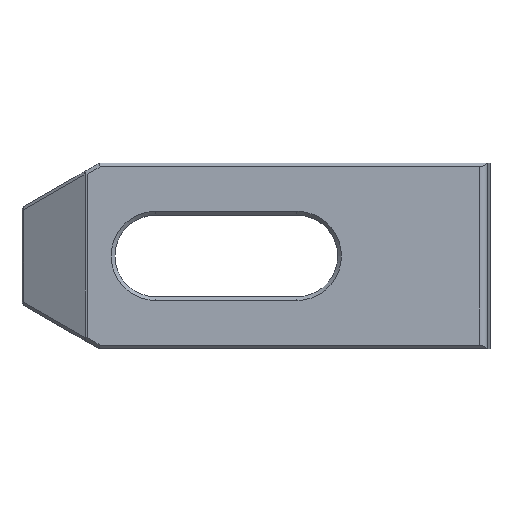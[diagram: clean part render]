
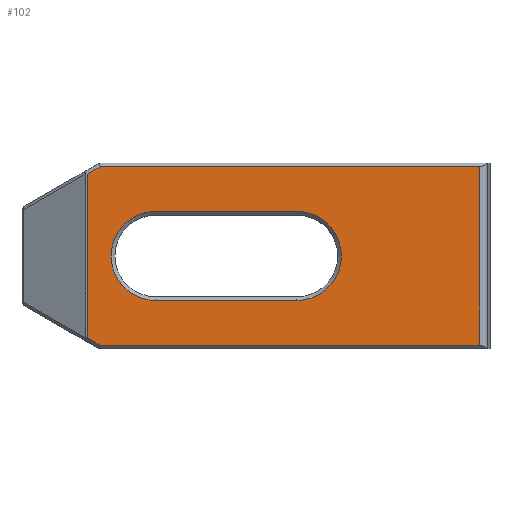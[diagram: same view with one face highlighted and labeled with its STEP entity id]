
A CAD part, top view. The second image highlights one B-rep face of the part: STEP entity #102.
In plain terms, the highlighted planar face has unit normal (0, 0, 1).
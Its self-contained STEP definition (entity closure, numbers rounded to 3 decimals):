
#102 = ADVANCED_FACE( '', ( #187, #188 ), #189, .T. );
#187 = FACE_BOUND( '', #301, .T. );
#188 = FACE_OUTER_BOUND( '', #302, .T. );
#189 = PLANE( '', #303 );
#301 = EDGE_LOOP( '', ( #591, #592, #593, #594 ) );
#302 = EDGE_LOOP( '', ( #595, #596, #597, #598, #599, #600 ) );
#303 = AXIS2_PLACEMENT_3D( '', #601, #602, #603 );
#591 = ORIENTED_EDGE( '', *, *, #930, .T. );
#592 = ORIENTED_EDGE( '', *, *, #913, .T. );
#593 = ORIENTED_EDGE( '', *, *, #910, .T. );
#594 = ORIENTED_EDGE( '', *, *, #931, .T. );
#595 = ORIENTED_EDGE( '', *, *, #924, .T. );
#596 = ORIENTED_EDGE( '', *, *, #932, .T. );
#597 = ORIENTED_EDGE( '', *, *, #933, .T. );
#598 = ORIENTED_EDGE( '', *, *, #934, .T. );
#599 = ORIENTED_EDGE( '', *, *, #926, .T. );
#600 = ORIENTED_EDGE( '', *, *, #855, .T. );
#601 = CARTESIAN_POINT( '', ( -9.34, -12.5, 13. ) );
#602 = DIRECTION( '', ( 0., 0., 1. ) );
#603 = DIRECTION( '', ( 1., 0., 0. ) );
#855 = EDGE_CURVE( '', #1029, #1027, #1030, .T. );
#910 = EDGE_CURVE( '', #1124, #1122, #1125, .T. );
#913 = EDGE_CURVE( '', #1127, #1124, #1129, .F. );
#924 = EDGE_CURVE( '', #1027, #1139, #1141, .T. );
#926 = EDGE_CURVE( '', #1144, #1029, #1145, .T. );
#930 = EDGE_CURVE( '', #1151, #1127, #1152, .T. );
#931 = EDGE_CURVE( '', #1122, #1151, #1153, .F. );
#932 = EDGE_CURVE( '', #1139, #1154, #1155, .T. );
#933 = EDGE_CURVE( '', #1154, #1156, #1157, .T. );
#934 = EDGE_CURVE( '', #1156, #1144, #1158, .T. );
#1027 = VERTEX_POINT( '', #1298 );
#1029 = VERTEX_POINT( '', #1300 );
#1030 = LINE( '', #1301, #1302 );
#1122 = VERTEX_POINT( '', #1442 );
#1124 = VERTEX_POINT( '', #1445 );
#1125 = LINE( '', #1446, #1447 );
#1127 = VERTEX_POINT( '', #1450 );
#1129 = CIRCLE( '', #1453, 6. );
#1139 = VERTEX_POINT( '', #1472 );
#1141 = LINE( '', #1474, #1475 );
#1144 = VERTEX_POINT( '', #1479 );
#1145 = LINE( '', #1480, #1481 );
#1151 = VERTEX_POINT( '', #1490 );
#1152 = LINE( '', #1491, #1492 );
#1153 = CIRCLE( '', #1493, 6. );
#1154 = VERTEX_POINT( '', #1494 );
#1155 = LINE( '', #1495, #1496 );
#1156 = VERTEX_POINT( '', #1497 );
#1157 = LINE( '', #1498, #1499 );
#1158 = LINE( '', #1500, #1501 );
#1298 = CARTESIAN_POINT( '', ( 43.632, -12., 13. ) );
#1300 = CARTESIAN_POINT( '', ( -7.474, -12., 13. ) );
#1301 = CARTESIAN_POINT( '', ( 43.632, -12., 13. ) );
#1302 = VECTOR( '', #1663, 1000. );
#1442 = CARTESIAN_POINT( '', ( 0., -6., 13. ) );
#1445 = CARTESIAN_POINT( '', ( 19., -6., 13. ) );
#1446 = CARTESIAN_POINT( '', ( 0., -6., 13. ) );
#1447 = VECTOR( '', #1728, 1000. );
#1450 = CARTESIAN_POINT( '', ( 19., 6., 13. ) );
#1453 = AXIS2_PLACEMENT_3D( '', #1731, #1732, #1733 );
#1472 = CARTESIAN_POINT( '', ( 43.632, 12., 13. ) );
#1474 = CARTESIAN_POINT( '', ( 43.632, -12.5, 13. ) );
#1475 = VECTOR( '', #1746, 1000. );
#1479 = CARTESIAN_POINT( '', ( -9.206, -11., 13. ) );
#1480 = CARTESIAN_POINT( '', ( -8.657, -11.317, 13. ) );
#1481 = VECTOR( '', #1748, 1000. );
#1490 = CARTESIAN_POINT( '', ( 0., 6., 13. ) );
#1491 = CARTESIAN_POINT( '', ( 19., 6., 13. ) );
#1492 = VECTOR( '', #1752, 1000. );
#1493 = AXIS2_PLACEMENT_3D( '', #1753, #1754, #1755 );
#1494 = CARTESIAN_POINT( '', ( -7.474, 12., 13. ) );
#1495 = CARTESIAN_POINT( '', ( -9.34, 12., 13. ) );
#1496 = VECTOR( '', #1756, 1000. );
#1497 = CARTESIAN_POINT( '', ( -9.206, 11., 13. ) );
#1498 = CARTESIAN_POINT( '', ( -19.482, 5.067, 13. ) );
#1499 = VECTOR( '', #1757, 1000. );
#1500 = CARTESIAN_POINT( '', ( -9.206, -12.5, 13. ) );
#1501 = VECTOR( '', #1758, 1000. );
#1663 = DIRECTION( '', ( 1., 0., 0. ) );
#1728 = DIRECTION( '', ( -1., 0., 0. ) );
#1731 = CARTESIAN_POINT( '', ( 19., 0., 13. ) );
#1732 = DIRECTION( '', ( 0., 0., 1. ) );
#1733 = DIRECTION( '', ( 1., 0., 0. ) );
#1746 = DIRECTION( '', ( 0., 1., 0. ) );
#1748 = DIRECTION( '', ( 0.866, -0.5, 0. ) );
#1752 = DIRECTION( '', ( 1., 0., 0. ) );
#1753 = CARTESIAN_POINT( '', ( 0., 0., 13. ) );
#1754 = DIRECTION( '', ( 0., 0., 1. ) );
#1755 = DIRECTION( '', ( 1., 0., 0. ) );
#1756 = DIRECTION( '', ( -1., 0., 0. ) );
#1757 = DIRECTION( '', ( -0.866, -0.5, 0. ) );
#1758 = DIRECTION( '', ( 0., -1., 0. ) );
